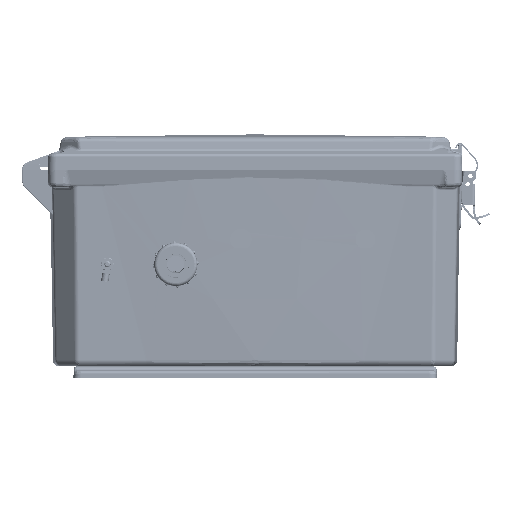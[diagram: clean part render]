
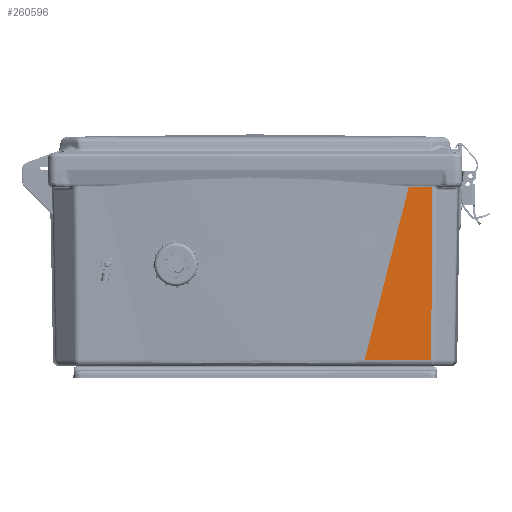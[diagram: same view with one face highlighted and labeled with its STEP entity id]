
A CAD part, front view. The second image highlights one B-rep face of the part: STEP entity #260596.
In plain terms, the highlighted face is planar.
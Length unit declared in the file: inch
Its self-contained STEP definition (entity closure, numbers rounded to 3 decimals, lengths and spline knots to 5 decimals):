
#10793 = VECTOR ( 'NONE', #157059, 39.37008 ) ;
#18929 = CARTESIAN_POINT ( 'NONE',  ( -5.77332, -7.06423, -3.32044 ) ) ;
#31164 = EDGE_CURVE ( 'NONE', #198490, #67051, #80022, .T. ) ;
#31611 = CARTESIAN_POINT ( 'NONE',  ( -0.50592, -7.15617, 6.74752 ) ) ;
#37007 = VERTEX_POINT ( 'NONE', #188671 ) ;
#37073 = ORIENTED_EDGE ( 'NONE', *, *, #111989, .T. ) ;
#44728 = AXIS2_PLACEMENT_3D ( 'NONE', #293400, #267892, #53083 ) ;
#53083 = DIRECTION ( 'NONE',  ( 1., -0.017, 0. ) ) ;
#55263 = VECTOR ( 'NONE', #58014, 39.37008 ) ;
#58014 = DIRECTION ( 'NONE',  ( 0., 0., 1. ) ) ;
#60147 = CARTESIAN_POINT ( 'NONE',  ( -5.77332, -7.06423, 10.7888 ) ) ;
#63023 = FACE_OUTER_BOUND ( 'NONE', #153013, .T. ) ;
#67051 = VERTEX_POINT ( 'NONE', #130312 ) ;
#75409 = LINE ( 'NONE', #31611, #10793 ) ;
#77109 = CARTESIAN_POINT ( 'NONE',  ( -0.50592, -7.15617, -4.66613 ) ) ;
#80022 = LINE ( 'NONE', #180963, #137219 ) ;
#103828 = EDGE_CURVE ( 'NONE', #126506, #37007, #136814, .T. ) ;
#111989 = EDGE_CURVE ( 'NONE', #67051, #126506, #75409, .T. ) ;
#116833 = CARTESIAN_POINT ( 'NONE',  ( -4.31354, -7.08971, -3.69265 ) ) ;
#124407 = PLANE ( 'NONE',  #44728 ) ;
#126506 = VERTEX_POINT ( 'NONE', #77109 ) ;
#127648 = LINE ( 'NONE', #60147, #55263 ) ;
#130312 = CARTESIAN_POINT ( 'NONE',  ( -0.50592, -7.15617, -5.37952 ) ) ;
#136814 = B_SPLINE_CURVE_WITH_KNOTS ( 'NONE', 3,
 ( #142290, #166843, #116833, #18929 ),
 .UNSPECIFIED., .F., .F.,
 ( 4, 4 ),
 ( 0., 1. ),
 .UNSPECIFIED. ) ;
#137219 = VECTOR ( 'NONE', #226715, 39.37008 ) ;
#142290 = CARTESIAN_POINT ( 'NONE',  ( -0.50592, -7.15617, -4.66613 ) ) ;
#153013 = EDGE_LOOP ( 'NONE', ( #202953, #37073, #189750, #202247 ) ) ;
#157059 = DIRECTION ( 'NONE',  ( 0., 0., 1. ) ) ;
#166843 = CARTESIAN_POINT ( 'NONE',  ( -2.55774, -7.12035, -4.14121 ) ) ;
#180963 = CARTESIAN_POINT ( 'NONE',  ( -5.77332, -7.06423, -5.34143 ) ) ;
#181119 = CARTESIAN_POINT ( 'NONE',  ( -5.77332, -7.06423, -5.34143 ) ) ;
#188671 = CARTESIAN_POINT ( 'NONE',  ( -5.77332, -7.06423, -3.32044 ) ) ;
#189750 = ORIENTED_EDGE ( 'NONE', *, *, #103828, .T. ) ;
#198490 = VERTEX_POINT ( 'NONE', #181119 ) ;
#202247 = ORIENTED_EDGE ( 'NONE', *, *, #219966, .F. ) ;
#202953 = ORIENTED_EDGE ( 'NONE', *, *, #31164, .T. ) ;
#219966 = EDGE_CURVE ( 'NONE', #198490, #37007, #127648, .T. ) ;
#226715 = DIRECTION ( 'NONE',  ( 1., -0.017, -0.007 ) ) ;
#260596 = ADVANCED_FACE ( 'NONE', ( #63023 ), #124407, .T. ) ;
#267892 = DIRECTION ( 'NONE',  ( -0.017, -1., 0. ) ) ;
#293400 = CARTESIAN_POINT ( 'NONE',  ( 0., -7.165, 6.74752 ) ) ;
